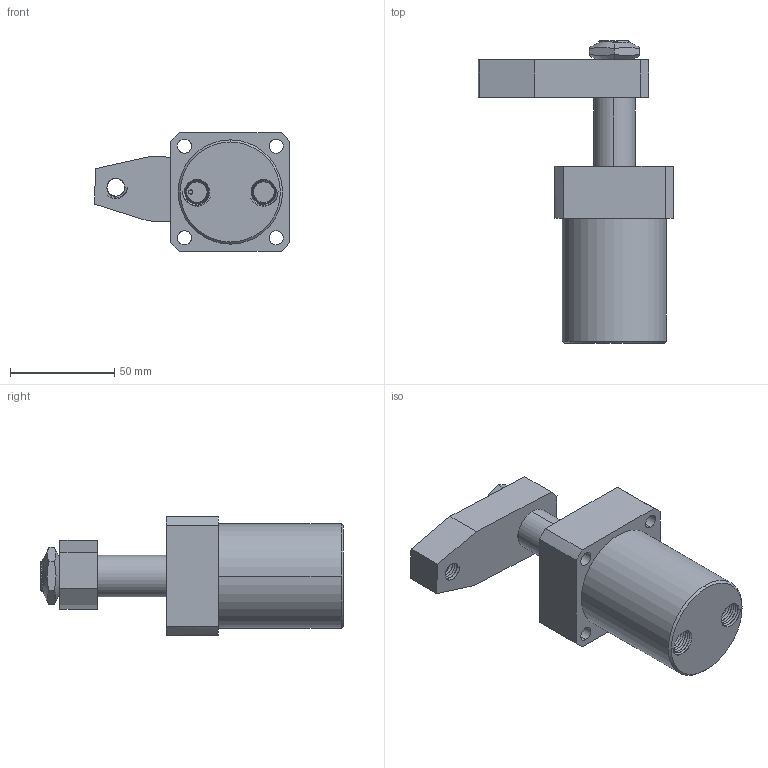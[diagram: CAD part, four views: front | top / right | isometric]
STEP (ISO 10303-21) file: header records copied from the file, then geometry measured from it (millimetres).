
FILE_DESCRIPTION (( 'STEP AP203' ), '1' );
FILE_NAME ('chs-fa32s_asm.STEP', '2019-04-18T02:45:58', ( '' ), ( '' ), 'SwSTEP 2.0', 'SolidWorks 2017', '' );
FILE_SCHEMA (( 'CONFIG_CONTROL_DESIGN' ));
Length unit declared in the file: millimetre
Products named in the file (5): chs-fa32s_asm; CHS-FA32BT; CHS-32S-02_1; M16_2; CHS-32S-01_2
Assembly tree (4 placements, depth 2):
  chs-fa32s_asm
    CHS-32S-02_1
    CHS-32S-01_2
    M16_2
    CHS-FA32BT
Bounding box: 93.8 x 145.22 x 57 mm (x, y, z)
Volume: 266243.4 mm3; surface area: 46452.4 mm2
Topology: 5 solids, 5 shells, 236 faces, 723 edges, 503 vertices
Faces by surface type: cylinder 92, cone 67, plane 49, bspline 28
Entity records: 29442 total; most frequent: CARTESIAN_POINT 23382, ORIENTED_EDGE 1434, DIRECTION 726, EDGE_CURVE 717, VERTEX_POINT 503, B_SPLINE_CURVE_WITH_KNOTS 470, AXIS2_PLACEMENT_3D 269, EDGE_LOOP 262
